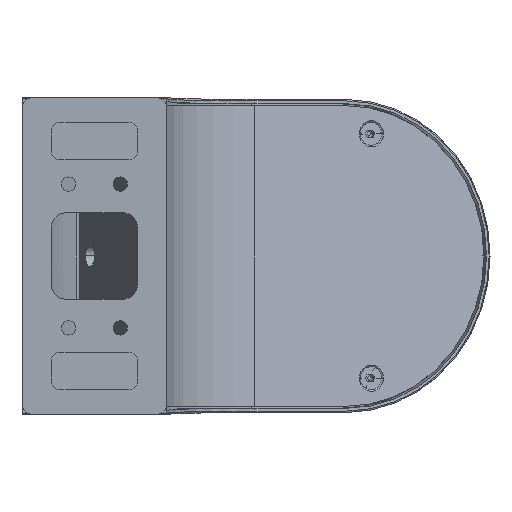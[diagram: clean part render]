
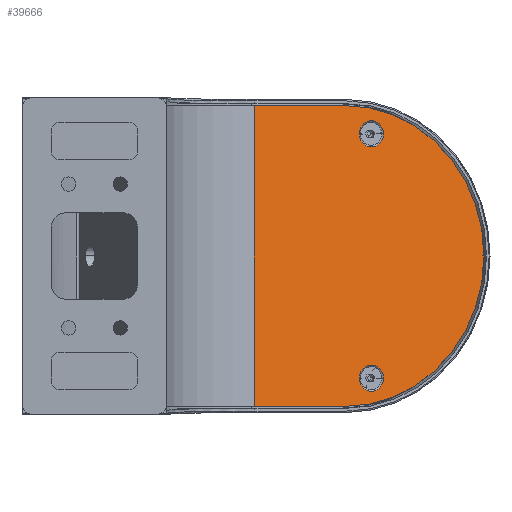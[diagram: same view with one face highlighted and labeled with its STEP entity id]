
A CAD part, front view. The second image highlights one B-rep face of the part: STEP entity #39666.
In plain terms, the highlighted face is planar.
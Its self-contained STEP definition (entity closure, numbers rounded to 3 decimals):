
#252 = CARTESIAN_POINT ( 'NONE',  ( 0., 2., -52.344 ) ) ;
#440 = CARTESIAN_POINT ( 'NONE',  ( -42.5, 2., -14.55 ) ) ;
#907 = VERTEX_POINT ( 'NONE', #52028 ) ;
#2071 = CARTESIAN_POINT ( 'NONE',  ( 0., 2., 0. ) ) ;
#4681 = ORIENTED_EDGE ( 'NONE', *, *, #39898, .T. ) ;
#5012 = CARTESIAN_POINT ( 'NONE',  ( 0., 2., 0. ) ) ;
#5124 = AXIS2_PLACEMENT_3D ( 'NONE', #26246, #13730, #29701 ) ;
#5211 = CARTESIAN_POINT ( 'NONE',  ( -52.344, 2., 34.136 ) ) ;
#5530 = FACE_BOUND ( 'NONE', #19278, .T. ) ;
#7894 = DIRECTION ( 'NONE',  ( 0., 0., 1. ) ) ;
#7990 = CIRCLE ( 'NONE', #15659, 4.55 ) ;
#8315 = FACE_OUTER_BOUND ( 'NONE', #49768, .T. ) ;
#8555 = EDGE_CURVE ( 'NONE', #44826, #26697, #26467, .T. ) ;
#9599 = ORIENTED_EDGE ( 'NONE', *, *, #12582, .T. ) ;
#9869 = DIRECTION ( 'NONE',  ( 0., 0., 1. ) ) ;
#10302 = AXIS2_PLACEMENT_3D ( 'NONE', #42280, #24572, #38258 ) ;
#11047 = CIRCLE ( 'NONE', #22941, 4.55 ) ;
#12359 = VERTEX_POINT ( 'NONE', #36681 ) ;
#12582 = EDGE_CURVE ( 'NONE', #26697, #44826, #11047, .T. ) ;
#12592 = ORIENTED_EDGE ( 'NONE', *, *, #45938, .T. ) ;
#12636 = EDGE_LOOP ( 'NONE', ( #39518, #42930 ) ) ;
#13302 = CARTESIAN_POINT ( 'NONE',  ( 52.344, 2., 34.136 ) ) ;
#13730 = DIRECTION ( 'NONE',  ( 0., -1., 0. ) ) ;
#13836 = DIRECTION ( 'NONE',  ( 0., 0., 1. ) ) ;
#14118 = CARTESIAN_POINT ( 'NONE',  ( -52.344, 2., 0. ) ) ;
#15482 = VECTOR ( 'NONE', #32661, 1000. ) ;
#15648 = ORIENTED_EDGE ( 'NONE', *, *, #33805, .T. ) ;
#15659 = AXIS2_PLACEMENT_3D ( 'NONE', #44948, #28589, #20319 ) ;
#18308 = CIRCLE ( 'NONE', #51494, 52.344 ) ;
#19278 = EDGE_LOOP ( 'NONE', ( #24136, #9599 ) ) ;
#19338 = CARTESIAN_POINT ( 'NONE',  ( 42.5, 2., -10. ) ) ;
#19516 = EDGE_CURVE ( 'NONE', #12359, #23008, #40807, .T. ) ;
#20038 = VERTEX_POINT ( 'NONE', #31401 ) ;
#20165 = CARTESIAN_POINT ( 'NONE',  ( -52.644, 2., 34.136 ) ) ;
#20319 = DIRECTION ( 'NONE',  ( 0., 0., 1. ) ) ;
#22941 = AXIS2_PLACEMENT_3D ( 'NONE', #19338, #39549, #7894 ) ;
#23008 = VERTEX_POINT ( 'NONE', #440 ) ;
#23421 = DIRECTION ( 'NONE',  ( 0., 0., 1. ) ) ;
#24136 = ORIENTED_EDGE ( 'NONE', *, *, #8555, .T. ) ;
#24547 = VECTOR ( 'NONE', #45214, 1000. ) ;
#24572 = DIRECTION ( 'NONE',  ( 0., 1., 0. ) ) ;
#26246 = CARTESIAN_POINT ( 'NONE',  ( -42.5, 2., -10. ) ) ;
#26467 = CIRCLE ( 'NONE', #31534, 4.55 ) ;
#26608 = CARTESIAN_POINT ( 'NONE',  ( 42.5, 2., -5.45 ) ) ;
#26697 = VERTEX_POINT ( 'NONE', #41217 ) ;
#28589 = DIRECTION ( 'NONE',  ( 0., -1., 0. ) ) ;
#28999 = CARTESIAN_POINT ( 'NONE',  ( 52.344, 2., 0. ) ) ;
#29701 = DIRECTION ( 'NONE',  ( 0., 0., 1. ) ) ;
#30144 = ORIENTED_EDGE ( 'NONE', *, *, #32450, .T. ) ;
#30309 = PLANE ( 'NONE',  #10302 ) ;
#30321 = DIRECTION ( 'NONE',  ( 0., 0., 1. ) ) ;
#31401 = CARTESIAN_POINT ( 'NONE',  ( 52.344, 2., 0. ) ) ;
#31534 = AXIS2_PLACEMENT_3D ( 'NONE', #43351, #38835, #23421 ) ;
#31865 = LINE ( 'NONE', #20165, #15482 ) ;
#32010 = ORIENTED_EDGE ( 'NONE', *, *, #43427, .T. ) ;
#32450 = EDGE_CURVE ( 'NONE', #42381, #20038, #49195, .T. ) ;
#32661 = DIRECTION ( 'NONE',  ( 1., 0., 0. ) ) ;
#32791 = FACE_BOUND ( 'NONE', #12636, .T. ) ;
#33805 = EDGE_CURVE ( 'NONE', #907, #40050, #50580, .T. ) ;
#34548 = CIRCLE ( 'NONE', #41394, 52.344 ) ;
#35068 = EDGE_CURVE ( 'NONE', #23008, #12359, #7990, .T. ) ;
#36681 = CARTESIAN_POINT ( 'NONE',  ( -42.5, 2., -5.45 ) ) ;
#38025 = DIRECTION ( 'NONE',  ( 0., 1., 0. ) ) ;
#38258 = DIRECTION ( 'NONE',  ( 0., 0., 1. ) ) ;
#38835 = DIRECTION ( 'NONE',  ( 0., -1., 0. ) ) ;
#39518 = ORIENTED_EDGE ( 'NONE', *, *, #19516, .T. ) ;
#39549 = DIRECTION ( 'NONE',  ( 0., -1., 0. ) ) ;
#39666 = ADVANCED_FACE ( 'NONE', ( #5530, #32791, #8315 ), #30309, .T. ) ;
#39898 = EDGE_CURVE ( 'NONE', #40050, #42381, #31865, .T. ) ;
#40050 = VERTEX_POINT ( 'NONE', #5211 ) ;
#40807 = CIRCLE ( 'NONE', #5124, 4.55 ) ;
#41217 = CARTESIAN_POINT ( 'NONE',  ( 42.5, 2., -14.55 ) ) ;
#41367 = VERTEX_POINT ( 'NONE', #252 ) ;
#41394 = AXIS2_PLACEMENT_3D ( 'NONE', #2071, #38025, #13836 ) ;
#42280 = CARTESIAN_POINT ( 'NONE',  ( 0., 2., 0. ) ) ;
#42381 = VERTEX_POINT ( 'NONE', #13302 ) ;
#42718 = VECTOR ( 'NONE', #9869, 1000. ) ;
#42930 = ORIENTED_EDGE ( 'NONE', *, *, #35068, .T. ) ;
#43351 = CARTESIAN_POINT ( 'NONE',  ( 42.5, 2., -10. ) ) ;
#43427 = EDGE_CURVE ( 'NONE', #41367, #907, #18308, .T. ) ;
#44826 = VERTEX_POINT ( 'NONE', #26608 ) ;
#44948 = CARTESIAN_POINT ( 'NONE',  ( -42.5, 2., -10. ) ) ;
#45214 = DIRECTION ( 'NONE',  ( 0., 0., -1. ) ) ;
#45938 = EDGE_CURVE ( 'NONE', #20038, #41367, #34548, .T. ) ;
#46018 = DIRECTION ( 'NONE',  ( 0., 1., 0. ) ) ;
#49195 = LINE ( 'NONE', #28999, #24547 ) ;
#49768 = EDGE_LOOP ( 'NONE', ( #4681, #30144, #12592, #32010, #15648 ) ) ;
#50580 = LINE ( 'NONE', #14118, #42718 ) ;
#51494 = AXIS2_PLACEMENT_3D ( 'NONE', #5012, #46018, #30321 ) ;
#52028 = CARTESIAN_POINT ( 'NONE',  ( -52.344, 2., 0. ) ) ;
